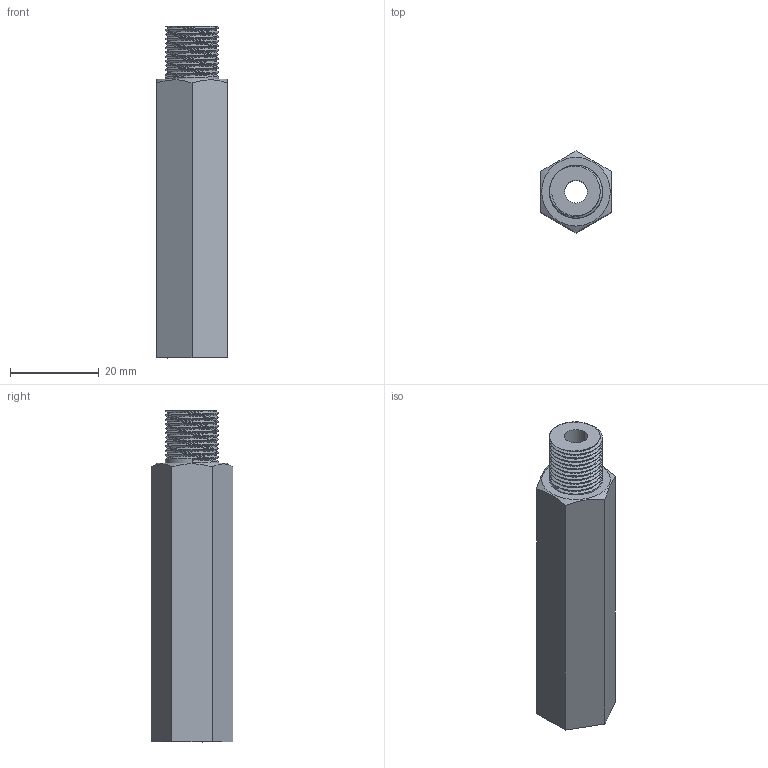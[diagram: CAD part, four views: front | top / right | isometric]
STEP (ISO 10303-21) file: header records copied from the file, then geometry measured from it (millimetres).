
FILE_DESCRIPTION (( 'STEP AP214' ), '1' );
FILE_NAME ('Part12.STEP', '2021-05-12T07:56:11', ( '' ), ( '' ), 'SwSTEP 2.0', 'SolidWorks 2020', '' );
FILE_SCHEMA (( 'AUTOMOTIVE_DESIGN' ));
Length unit declared in the file: millimetre
Products named in the file (1): Part12
Bounding box: 16 x 18.48 x 75 mm (x, y, z)
Volume: 12779.9 mm3; surface area: 6179.2 mm2
Topology: 1 solids, 1 shells, 66 faces, 182 edges, 120 vertices
Faces by surface type: cylinder 46, plane 12, bspline 6, cone 2
Entity records: 5804 total; most frequent: CARTESIAN_POINT 4385, ORIENTED_EDGE 364, DIRECTION 214, EDGE_CURVE 182, VERTEX_POINT 120, AXIS2_PLACEMENT_3D 73, EDGE_LOOP 70, VECTOR 68
